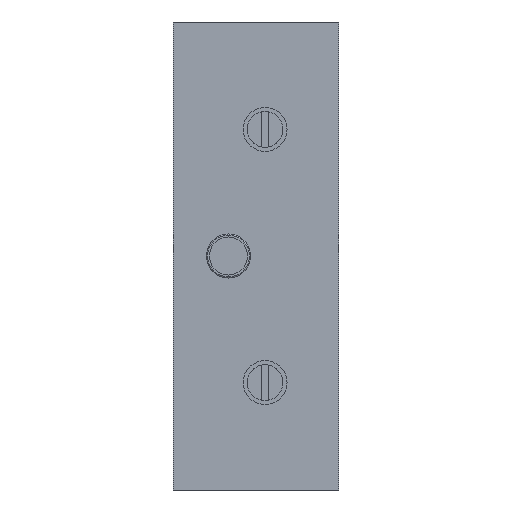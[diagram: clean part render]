
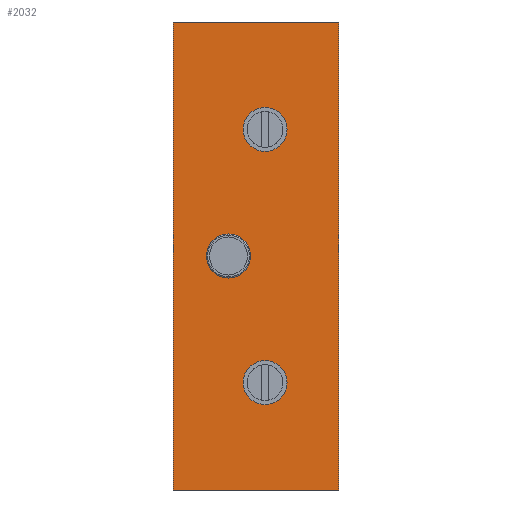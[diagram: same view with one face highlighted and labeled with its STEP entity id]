
A CAD part, left-side view. The second image highlights one B-rep face of the part: STEP entity #2032.
In plain terms, the highlighted planar face has unit normal (-1, 0, 0).
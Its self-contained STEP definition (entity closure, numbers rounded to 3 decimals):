
#95=FACE_BOUND('',#685,.T.);
#96=FACE_BOUND('',#686,.T.);
#97=FACE_BOUND('',#687,.T.);
#180=LINE('',#3675,#311);
#206=LINE('',#3729,#337);
#207=LINE('',#3732,#338);
#208=LINE('',#3733,#339);
#311=VECTOR('',#2824,10.);
#337=VECTOR('',#2872,10.);
#338=VECTOR('',#2875,10.);
#339=VECTOR('',#2876,10.);
#524=FACE_OUTER_BOUND('',#684,.T.);
#684=EDGE_LOOP('',(#1704,#1705,#1706,#1707));
#685=EDGE_LOOP('',(#1708));
#686=EDGE_LOOP('',(#1709));
#687=EDGE_LOOP('',(#1710));
#740=CIRCLE('',#2143,4.);
#790=CIRCLE('',#2242,4.);
#792=CIRCLE('',#2247,4.);
#862=VERTEX_POINT('',#3064);
#930=VERTEX_POINT('',#3330);
#934=VERTEX_POINT('',#3377);
#978=VERTEX_POINT('',#3673);
#979=VERTEX_POINT('',#3674);
#996=VERTEX_POINT('',#3727);
#997=VERTEX_POINT('',#3731);
#1048=EDGE_CURVE('',#862,#862,#740,.T.);
#1147=EDGE_CURVE('',#930,#930,#790,.T.);
#1153=EDGE_CURVE('',#934,#934,#792,.T.);
#1218=EDGE_CURVE('',#978,#979,#180,.T.);
#1246=EDGE_CURVE('',#996,#979,#206,.T.);
#1247=EDGE_CURVE('',#996,#997,#207,.T.);
#1248=EDGE_CURVE('',#978,#997,#208,.T.);
#1704=ORIENTED_EDGE('',*,*,#1247,.T.);
#1705=ORIENTED_EDGE('',*,*,#1248,.F.);
#1706=ORIENTED_EDGE('',*,*,#1218,.T.);
#1707=ORIENTED_EDGE('',*,*,#1246,.F.);
#1708=ORIENTED_EDGE('',*,*,#1048,.T.);
#1709=ORIENTED_EDGE('',*,*,#1147,.T.);
#1710=ORIENTED_EDGE('',*,*,#1153,.T.);
#1917=PLANE('',#2324);
#2032=ADVANCED_FACE('',(#524,#95,#96,#97),#1917,.T.);
#2143=AXIS2_PLACEMENT_3D('',#3066,#2416,#2417);
#2242=AXIS2_PLACEMENT_3D('',#3331,#2659,#2660);
#2247=AXIS2_PLACEMENT_3D('',#3378,#2671,#2672);
#2324=AXIS2_PLACEMENT_3D('',#3730,#2873,#2874);
#2416=DIRECTION('center_axis',(1.,0.,0.));
#2417=DIRECTION('ref_axis',(0.,0.,1.));
#2659=DIRECTION('center_axis',(1.,0.,0.));
#2660=DIRECTION('ref_axis',(0.,0.,-1.));
#2671=DIRECTION('center_axis',(1.,0.,0.));
#2672=DIRECTION('ref_axis',(0.,0.,-1.));
#2824=DIRECTION('',(0.,-1.,0.));
#2872=DIRECTION('',(0.,0.,-1.));
#2873=DIRECTION('center_axis',(-1.,0.,0.));
#2874=DIRECTION('ref_axis',(0.,0.,1.));
#2875=DIRECTION('',(0.,1.,0.));
#2876=DIRECTION('',(0.,0.,1.));
#3064=CARTESIAN_POINT('',(-42.5,5.,-4.));
#3066=CARTESIAN_POINT('Origin',(-42.5,5.,0.));
#3330=CARTESIAN_POINT('',(-42.5,-1.65,-19.));
#3331=CARTESIAN_POINT('Origin',(-42.5,-1.65,-23.));
#3377=CARTESIAN_POINT('',(-42.5,-1.65,27.));
#3378=CARTESIAN_POINT('Origin',(-42.5,-1.65,23.));
#3673=CARTESIAN_POINT('',(-42.5,15.,-42.5));
#3674=CARTESIAN_POINT('',(-42.5,-15.,-42.5));
#3675=CARTESIAN_POINT('',(-42.5,-15.,-42.5));
#3727=CARTESIAN_POINT('',(-42.5,-15.,42.5));
#3729=CARTESIAN_POINT('',(-42.5,-15.,0.));
#3730=CARTESIAN_POINT('Origin',(-42.5,-15.,0.));
#3731=CARTESIAN_POINT('',(-42.5,15.,42.5));
#3732=CARTESIAN_POINT('',(-42.5,-15.,42.5));
#3733=CARTESIAN_POINT('',(-42.5,15.,0.));
